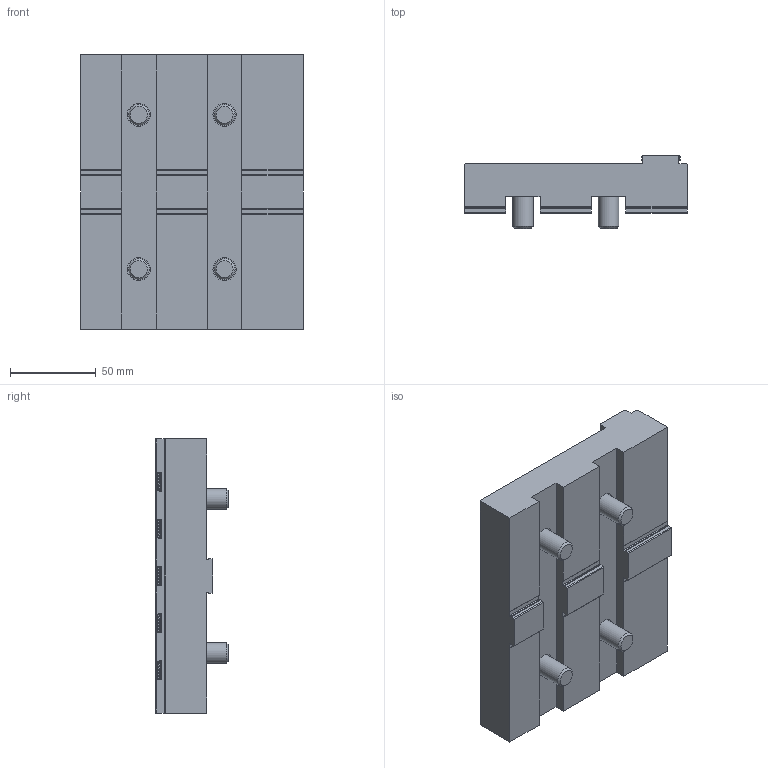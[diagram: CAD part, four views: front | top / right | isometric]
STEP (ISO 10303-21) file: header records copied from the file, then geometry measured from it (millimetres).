
FILE_DESCRIPTION(/* description */ (''),/* implementation_level */ '2;1');
FILE_NAME(/* name */ '301-0160-010-Kunde.stp',/* time_stamp */ '2023-01-20T13:30:20+01:00',/* author */ ('Chiacchiera'),/* organization */ (''),/* preprocessor_version */ 'ST-DEVELOPER v19.2',/* originating_system */ 'Autodesk Inventor 2023',/* authorisation */ '0 mm^3');
FILE_SCHEMA (('AUTOMOTIVE_DESIGN { 1 0 10303 214 3 1 1 }'));
Products named in the file (1): Bauteil3
Bounding box: 130 x 42.5 x 160 mm (x, y, z)
Volume: 505241.6 mm3; surface area: 76738.6 mm2
Topology: 1 solids, 23 shells, 1451 faces, 4069 edges, 2663 vertices
Faces by surface type: plane 852, cylinder 462, cone 118, torus 19
Full cylindrical faces by diameter (mm): 2.459 x11, 3 x11, 3.5 x11, 4 x11, 5 x11, 12 x4, 13.5 x4, 18 x4, 20 x4
Entity records: 52993 total; most frequent: CARTESIAN_POINT 14616, ORIENTED_EDGE 8064, DIRECTION 7265, EDGE_CURVE 4032, VERTEX_POINT 2663, LINE 2437, VECTOR 2437, AXIS2_PLACEMENT_3D 2414
